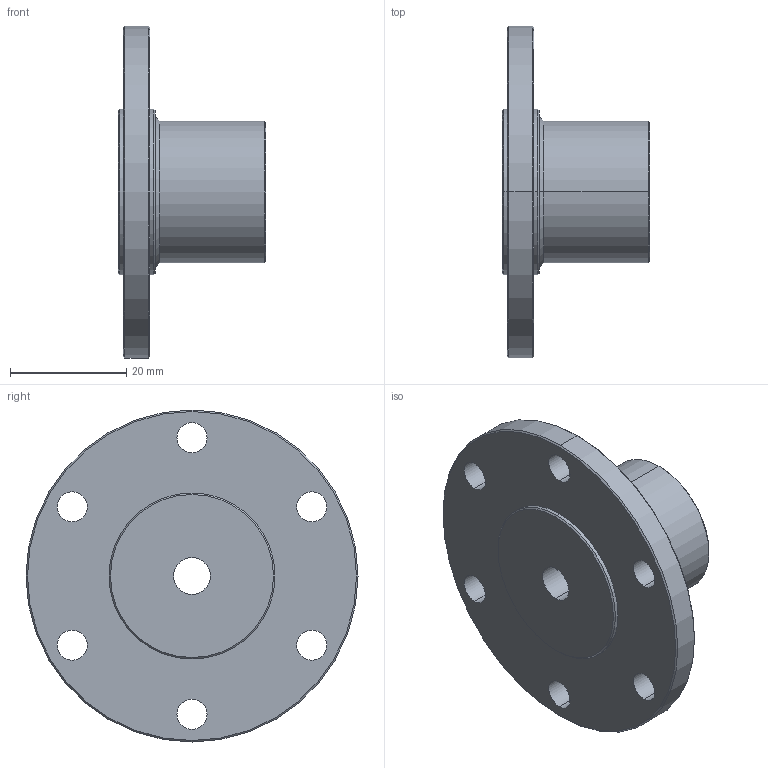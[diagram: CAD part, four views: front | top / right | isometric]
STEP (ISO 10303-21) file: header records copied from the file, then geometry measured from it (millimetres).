
FILE_DESCRIPTION (( 'STEP AP203' ), '1' );
FILE_NAME ('250_hub r2.stp', '2013-11-22T13:59:00', ( '' ), ( '' ), 'SwSTEP 2.0', 'SolidWorks 2010', '' );
FILE_SCHEMA (( 'CONFIG_CONTROL_DESIGN' ));
Length unit declared in the file: millimetre
Products named in the file (1): 250_hub r2
Bounding box: 25.4 x 57.15 x 57.15 mm (x, y, z)
Volume: 20350.5 mm3; surface area: 8076.6 mm2
Topology: 1 solids, 1 shells, 39 faces, 90 edges, 56 vertices
Faces by surface type: cylinder 22, cone 12, plane 5
Entity records: 1229 total; most frequent: DIRECTION 226, CARTESIAN_POINT 186, ORIENTED_EDGE 180, AXIS2_PLACEMENT_3D 96, EDGE_CURVE 90, EDGE_LOOP 56, CIRCLE 56, VERTEX_POINT 56
